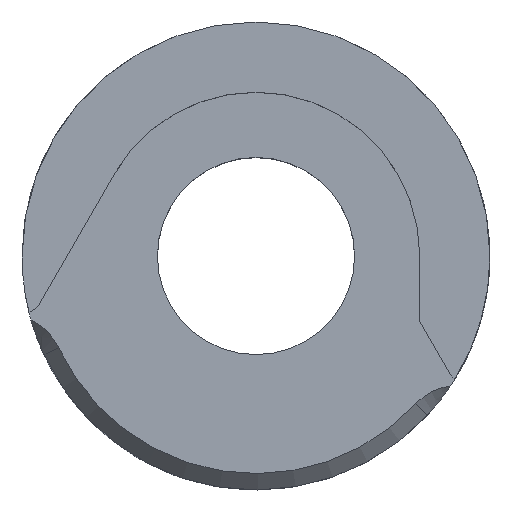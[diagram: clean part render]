
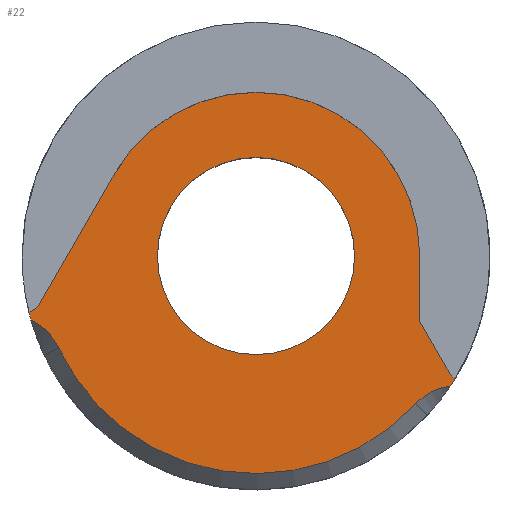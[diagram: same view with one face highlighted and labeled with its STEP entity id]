
A CAD part, top view. The second image highlights one B-rep face of the part: STEP entity #22.
In plain terms, the highlighted planar face has unit normal (0, 0, 1).
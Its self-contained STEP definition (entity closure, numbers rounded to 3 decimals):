
#20 = DIRECTION ( 'NONE',  ( 1., 0., 0. ) ) ;
#22 = ADVANCED_FACE ( 'NONE', ( #68, #387 ), #706, .T. ) ;
#28 = EDGE_LOOP ( 'NONE', ( #1014, #973, #467, #272, #416, #362, #132, #485, #757, #377, #233 ) ) ;
#30 = CARTESIAN_POINT ( 'NONE',  ( 0., 0., 10. ) ) ;
#34 = EDGE_CURVE ( 'NONE', #380, #402, #374, .T. ) ;
#43 = CARTESIAN_POINT ( 'NONE',  ( 10., -4., 10. ) ) ;
#46 = VERTEX_POINT ( 'NONE', #85 ) ;
#59 = EDGE_LOOP ( 'NONE', ( #113, #619 ) ) ;
#68 = FACE_OUTER_BOUND ( 'NONE', #28, .T. ) ;
#84 = CARTESIAN_POINT ( 'NONE',  ( 0., 0., 10. ) ) ;
#85 = CARTESIAN_POINT ( 'NONE',  ( 11.884, -7.931, 10. ) ) ;
#88 = CIRCLE ( 'NONE', #679, 14.287 ) ;
#90 = CARTESIAN_POINT ( 'NONE',  ( -8.66, 5., 10. ) ) ;
#95 = EDGE_CURVE ( 'NONE', #666, #522, #150, .T. ) ;
#99 = CARTESIAN_POINT ( 'NONE',  ( 5.768, 3.33, 10. ) ) ;
#113 = ORIENTED_EDGE ( 'NONE', *, *, #761, .F. ) ;
#118 = VERTEX_POINT ( 'NONE', #43 ) ;
#132 = ORIENTED_EDGE ( 'NONE', *, *, #255, .F. ) ;
#150 = CIRCLE ( 'NONE', #742, 10. ) ;
#165 = CARTESIAN_POINT ( 'NONE',  ( 12.703, -6.681, 10. ) ) ;
#173 = CARTESIAN_POINT ( 'NONE',  ( 11.837, -7.181, 10. ) ) ;
#175 = DIRECTION ( 'NONE',  ( 0., 0., -1. ) ) ;
#177 = CARTESIAN_POINT ( 'NONE',  ( 10., 0., 10. ) ) ;
#191 = CARTESIAN_POINT ( 'NONE',  ( 0., 0., 10. ) ) ;
#194 = DIRECTION ( 'NONE',  ( 0., 0., 1. ) ) ;
#206 = CIRCLE ( 'NONE', #792, 3.5 ) ;
#218 = VERTEX_POINT ( 'NONE', #815 ) ;
#224 = VECTOR ( 'NONE', #587, 1000. ) ;
#233 = ORIENTED_EDGE ( 'NONE', *, *, #631, .T. ) ;
#242 = CARTESIAN_POINT ( 'NONE',  ( 0., 0., 10. ) ) ;
#249 = DIRECTION ( 'NONE',  ( 0., 0., 1. ) ) ;
#255 = EDGE_CURVE ( 'NONE', #666, #118, #971, .T. ) ;
#257 = CARTESIAN_POINT ( 'NONE',  ( 10., 0., 10. ) ) ;
#272 = ORIENTED_EDGE ( 'NONE', *, *, #839, .T. ) ;
#277 = EDGE_CURVE ( 'NONE', #527, #699, #825, .T. ) ;
#286 = DIRECTION ( 'NONE',  ( 0., 0., 1. ) ) ;
#303 = DIRECTION ( 'NONE',  ( 0., 0., 1. ) ) ;
#308 = CARTESIAN_POINT ( 'NONE',  ( -8.66, 5., 10. ) ) ;
#344 = DIRECTION ( 'NONE',  ( 0., 0., 1. ) ) ;
#346 = VECTOR ( 'NONE', #420, 1000. ) ;
#362 = ORIENTED_EDGE ( 'NONE', *, *, #394, .F. ) ;
#374 = CIRCLE ( 'NONE', #638, 1. ) ;
#377 = ORIENTED_EDGE ( 'NONE', *, *, #576, .F. ) ;
#380 = VERTEX_POINT ( 'NONE', #173 ) ;
#384 = EDGE_CURVE ( 'NONE', #699, #46, #206, .T. ) ;
#387 = FACE_BOUND ( 'NONE', #59, .T. ) ;
#388 = CIRCLE ( 'NONE', #970, 6.02 ) ;
#391 = CARTESIAN_POINT ( 'NONE',  ( -14.115, -2.448, 10. ) ) ;
#394 = EDGE_CURVE ( 'NONE', #118, #380, #813, .T. ) ;
#402 = VERTEX_POINT ( 'NONE', #710 ) ;
#405 = DIRECTION ( 'NONE',  ( 0., 0., 1. ) ) ;
#415 = CIRCLE ( 'NONE', #541, 14.287 ) ;
#416 = ORIENTED_EDGE ( 'NONE', *, *, #34, .F. ) ;
#420 = DIRECTION ( 'NONE',  ( 0.5, -0.866, 0. ) ) ;
#424 = EDGE_CURVE ( 'NONE', #779, #522, #1018, .T. ) ;
#429 = CARTESIAN_POINT ( 'NONE',  ( 9.751, -9.027, 10. ) ) ;
#458 = AXIS2_PLACEMENT_3D ( 'NONE', #1012, #303, #628 ) ;
#459 = AXIS2_PLACEMENT_3D ( 'NONE', #391, #709, #1017 ) ;
#467 = ORIENTED_EDGE ( 'NONE', *, *, #384, .T. ) ;
#474 = VECTOR ( 'NONE', #634, 1000. ) ;
#483 = DIRECTION ( 'NONE',  ( 0., 0., 1. ) ) ;
#485 = ORIENTED_EDGE ( 'NONE', *, *, #95, .T. ) ;
#494 = DIRECTION ( 'NONE',  ( -0.734, 0.679, 0. ) ) ;
#496 = EDGE_CURVE ( 'NONE', #218, #942, #388, .T. ) ;
#506 = AXIS2_PLACEMENT_3D ( 'NONE', #30, #344, #670 ) ;
#511 = VERTEX_POINT ( 'NONE', #572 ) ;
#516 = DIRECTION ( 'NONE',  ( 0., 0., 1. ) ) ;
#518 = CIRCLE ( 'NONE', #647, 6.02 ) ;
#521 = DIRECTION ( 'NONE',  ( 1., 0., 0. ) ) ;
#522 = VERTEX_POINT ( 'NONE', #90 ) ;
#527 = VERTEX_POINT ( 'NONE', #749 ) ;
#541 = AXIS2_PLACEMENT_3D ( 'NONE', #995, #286, #611 ) ;
#572 = CARTESIAN_POINT ( 'NONE',  ( -13.873, -3.418, 10. ) ) ;
#576 = EDGE_CURVE ( 'NONE', #511, #779, #907, .T. ) ;
#578 = DIRECTION ( 'NONE',  ( 1., 0., 0. ) ) ;
#587 = DIRECTION ( 'NONE',  ( 0., -1., 0. ) ) ;
#604 = AXIS2_PLACEMENT_3D ( 'NONE', #913, #194, #521 ) ;
#611 = DIRECTION ( 'NONE',  ( 1., 0., 0. ) ) ;
#619 = ORIENTED_EDGE ( 'NONE', *, *, #496, .F. ) ;
#628 = DIRECTION ( 'NONE',  ( 1., 0., 0. ) ) ;
#631 = EDGE_CURVE ( 'NONE', #511, #926, #88, .T. ) ;
#634 = DIRECTION ( 'NONE',  ( 0.5, 0.866, 0. ) ) ;
#638 = AXIS2_PLACEMENT_3D ( 'NONE', #165, #483, #802 ) ;
#647 = AXIS2_PLACEMENT_3D ( 'NONE', #191, #516, #833 ) ;
#666 = VERTEX_POINT ( 'NONE', #177 ) ;
#670 = DIRECTION ( 'NONE',  ( -0.907, -0.422, 0. ) ) ;
#679 = AXIS2_PLACEMENT_3D ( 'NONE', #242, #734, #20 ) ;
#699 = VERTEX_POINT ( 'NONE', #429 ) ;
#706 = PLANE ( 'NONE',  #458 ) ;
#709 = DIRECTION ( 'NONE',  ( 0., 0., 1. ) ) ;
#710 = CARTESIAN_POINT ( 'NONE',  ( 12.151, -7.515, 10. ) ) ;
#723 = DIRECTION ( 'NONE',  ( 1., 0., 0. ) ) ;
#734 = DIRECTION ( 'NONE',  ( 0., 0., 1. ) ) ;
#742 = AXIS2_PLACEMENT_3D ( 'NONE', #965, #249, #578 ) ;
#749 = CARTESIAN_POINT ( 'NONE',  ( -12.048, -5.604, 10. ) ) ;
#757 = ORIENTED_EDGE ( 'NONE', *, *, #424, .F. ) ;
#761 = EDGE_CURVE ( 'NONE', #942, #218, #518, .T. ) ;
#773 = EDGE_CURVE ( 'NONE', #527, #926, #912, .T. ) ;
#779 = VERTEX_POINT ( 'NONE', #837 ) ;
#792 = AXIS2_PLACEMENT_3D ( 'NONE', #892, #175, #494 ) ;
#802 = DIRECTION ( 'NONE',  ( 1., 0., 0. ) ) ;
#813 = LINE ( 'NONE', #99, #346 ) ;
#815 = CARTESIAN_POINT ( 'NONE',  ( 6.02, 0., 10. ) ) ;
#825 = CIRCLE ( 'NONE', #506, 13.287 ) ;
#833 = DIRECTION ( 'NONE',  ( 1., 0., 0. ) ) ;
#837 = CARTESIAN_POINT ( 'NONE',  ( -13.249, -2.948, 10. ) ) ;
#839 = EDGE_CURVE ( 'NONE', #46, #402, #415, .T. ) ;
#892 = CARTESIAN_POINT ( 'NONE',  ( 12.319, -11.404, 10. ) ) ;
#907 = CIRCLE ( 'NONE', #459, 1. ) ;
#912 = CIRCLE ( 'NONE', #604, 3.5 ) ;
#913 = CARTESIAN_POINT ( 'NONE',  ( -15.222, -7.08, 10. ) ) ;
#926 = VERTEX_POINT ( 'NONE', #939 ) ;
#939 = CARTESIAN_POINT ( 'NONE',  ( -13.743, -3.907, 10. ) ) ;
#942 = VERTEX_POINT ( 'NONE', #1016 ) ;
#965 = CARTESIAN_POINT ( 'NONE',  ( 0., 0., 10. ) ) ;
#970 = AXIS2_PLACEMENT_3D ( 'NONE', #84, #405, #723 ) ;
#971 = LINE ( 'NONE', #257, #224 ) ;
#973 = ORIENTED_EDGE ( 'NONE', *, *, #277, .T. ) ;
#995 = CARTESIAN_POINT ( 'NONE',  ( 0., 0., 10. ) ) ;
#1012 = CARTESIAN_POINT ( 'NONE',  ( 0., 0., 10. ) ) ;
#1014 = ORIENTED_EDGE ( 'NONE', *, *, #773, .F. ) ;
#1016 = CARTESIAN_POINT ( 'NONE',  ( -6.02, 0., 10. ) ) ;
#1017 = DIRECTION ( 'NONE',  ( 1., 0., 0. ) ) ;
#1018 = LINE ( 'NONE', #308, #474 ) ;
